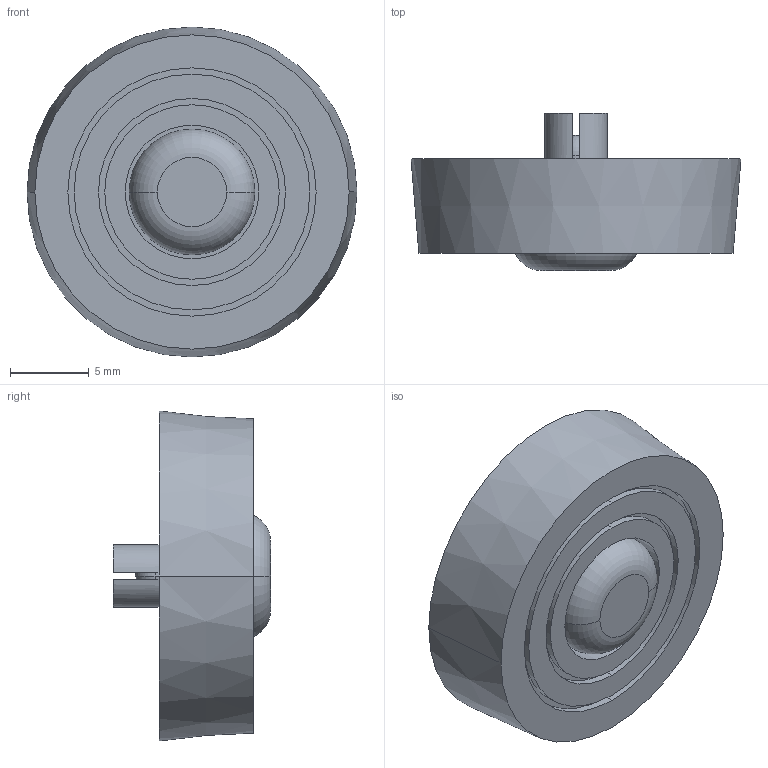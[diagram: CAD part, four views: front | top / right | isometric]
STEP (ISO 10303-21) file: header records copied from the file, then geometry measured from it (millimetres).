
FILE_DESCRIPTION (( 'STEP AP203' ), '1' );
FILE_NAME ('CP-30-FF-8B.STEP', '2021-05-13T00:03:38', ( '' ), ( '' ), 'SwSTEP 2.0', 'SolidWorks 2018', '' );
FILE_SCHEMA (( 'CONFIG_CONTROL_DESIGN' ));
Length unit declared in the file: millimetre
Products named in the file (4): CP-30-FF-8B_pin_; CP-30-FF-8B_rivet__挿入前; CP-30-FF-8B_foot_; CP-30-FF-8B
Assembly tree (3 placements, depth 2):
  CP-30-FF-8B
    CP-30-FF-8B_foot_
    CP-30-FF-8B_pin_
    CP-30-FF-8B_rivet__挿入前
Bounding box: 21 x 10 x 21 mm (x, y, z)
Volume: 1571.4 mm3; surface area: 1965.6 mm2
Topology: 3 solids, 3 shells, 89 faces, 228 edges, 151 vertices
Faces by surface type: plane 57, cylinder 18, cone 10, sphere 2, torus 2
Entity records: 3184 total; most frequent: CARTESIAN_POINT 564, DIRECTION 494, ORIENTED_EDGE 448, EDGE_CURVE 224, AXIS2_PLACEMENT_3D 199, VERTEX_POINT 149, CIRCLE 104, EDGE_LOOP 101
